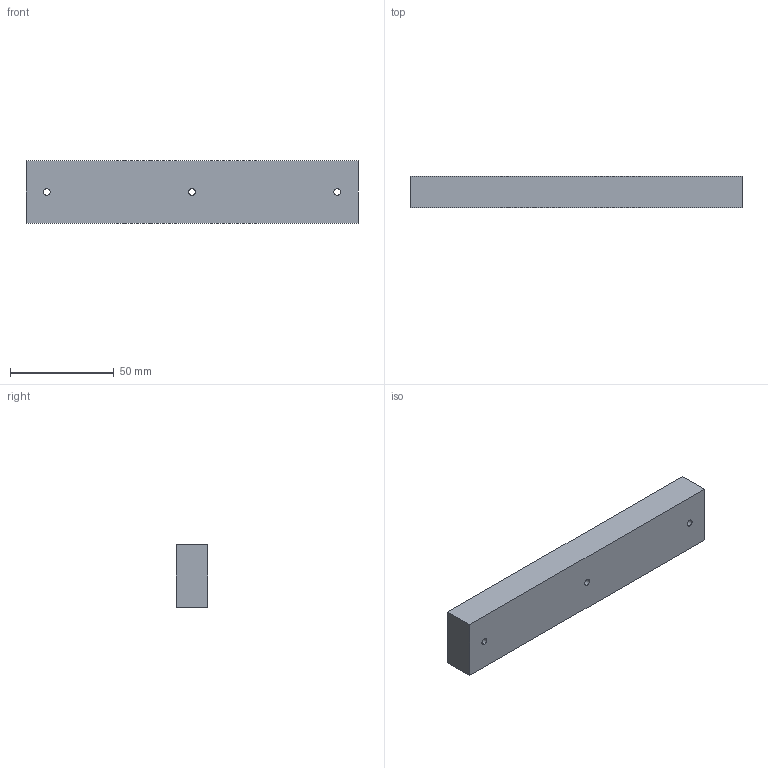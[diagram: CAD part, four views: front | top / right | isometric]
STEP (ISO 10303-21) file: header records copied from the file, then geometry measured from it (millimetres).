
FILE_DESCRIPTION (( 'STEP AP203' ), '1' );
FILE_NAME ('entretoise transistor Ampli Mos Fet v1a.STEP', '2019-08-10T06:45:33', ( '' ), ( '' ), 'SwSTEP 2.0', 'SolidWorks 2017', '' );
FILE_SCHEMA (( 'CONFIG_CONTROL_DESIGN' ));
Length unit declared in the file: millimetre
Products named in the file (1): entretoise transistor Ampli Mos Fet v1a
Bounding box: 160 x 15 x 30 mm (x, y, z)
Volume: 71118.3 mm3; surface area: 16316 mm2
Topology: 1 solids, 1 shells, 54 faces, 126 edges, 68 vertices
Faces by surface type: cone 30, cylinder 18, plane 6
Entity records: 1529 total; most frequent: DIRECTION 278, CARTESIAN_POINT 237, ORIENTED_EDGE 228, EDGE_CURVE 114, AXIS2_PLACEMENT_3D 109, VERTEX_POINT 68, EDGE_LOOP 66, LINE 60
